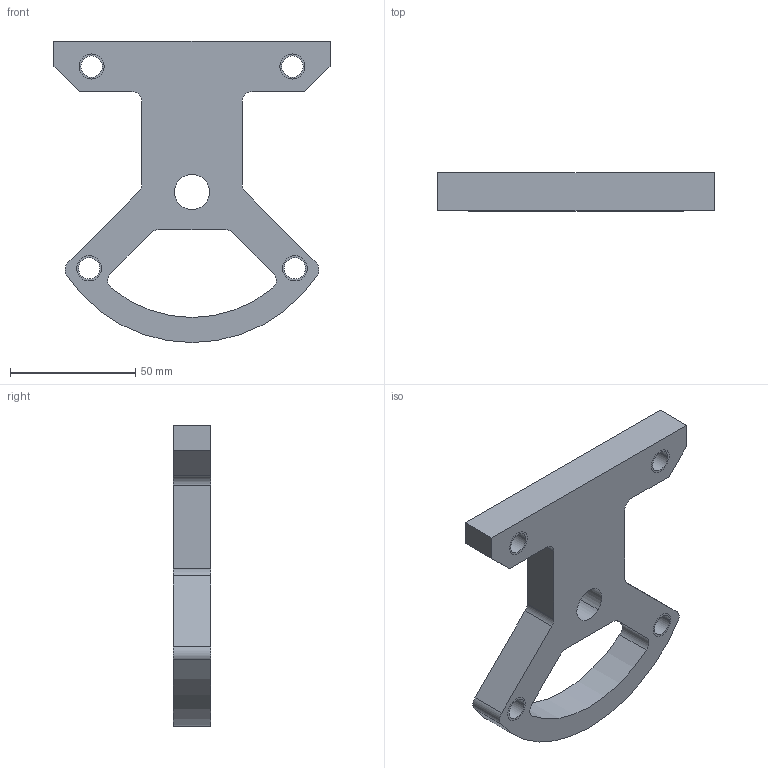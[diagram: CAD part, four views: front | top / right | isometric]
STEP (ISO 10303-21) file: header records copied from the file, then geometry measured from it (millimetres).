
FILE_DESCRIPTION((''),'2;1');
FILE_NAME('LF064-01','2018-07-11T10:06:20',('Chang'),(''),'CREO PARAMETRIC BY PTC INC, 2017380','CREO PARAMETRIC BY PTC INC, 2017380','');
FILE_SCHEMA(('CONFIG_CONTROL_DESIGN'));
Length unit declared in the file: millimetre
Products named in the file (1): LF064-01
Bounding box: 110 x 15 x 120 mm (x, y, z)
Volume: 89663.8 mm3; surface area: 25153.6 mm2
Topology: 1 solids, 5 shells, 50 faces, 140 edges, 96 vertices
Faces by surface type: cylinder 30, plane 20
Entity records: 1715 total; most frequent: DIRECTION 310, CARTESIAN_POINT 287, ORIENTED_EDGE 264, EDGE_CURVE 140, AXIS2_PLACEMENT_3D 119, VERTEX_POINT 96, VECTOR 72, LINE 72
